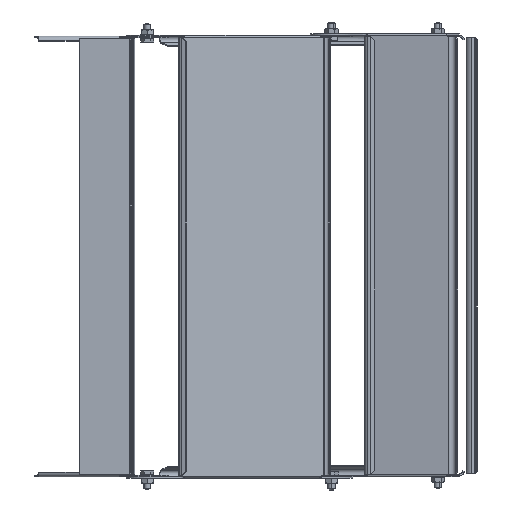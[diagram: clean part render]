
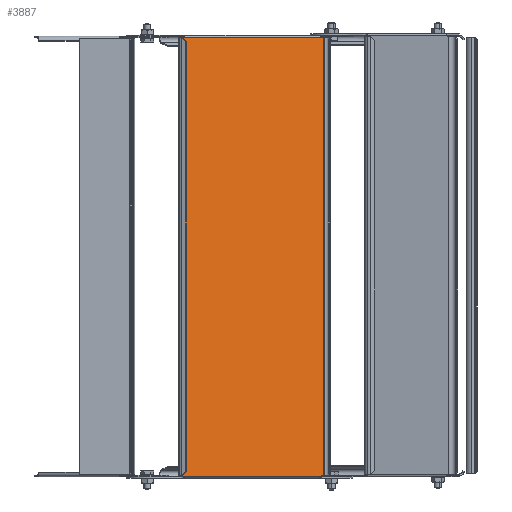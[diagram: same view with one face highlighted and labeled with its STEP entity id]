
A CAD part, front view. The second image highlights one B-rep face of the part: STEP entity #3887.
In plain terms, the highlighted face is planar.
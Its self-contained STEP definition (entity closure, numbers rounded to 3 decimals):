
#1481=DIRECTION('',(-1.,0.,0.));
#1482=VECTOR('',#1481,181.);
#1483=CARTESIAN_POINT('',(90.5,0.,-247.75));
#1484=LINE('',#1483,#1482);
#1535=CARTESIAN_POINT('',(-91.75,0.,-250.75));
#1536=DIRECTION('',(0.,1.,0.));
#1537=DIRECTION('',(0.,0.,1.));
#1538=AXIS2_PLACEMENT_3D('',#1535,#1536,#1537);
#1540=DIRECTION('',(1.,0.,0.));
#1541=VECTOR('',#1540,1.5);
#1542=CARTESIAN_POINT('',(-93.25,0.,-247.5));
#1543=LINE('',#1542,#1541);
#1544=DIRECTION('',(-1.,0.,0.));
#1545=VECTOR('',#1544,1.5);
#1546=CARTESIAN_POINT('',(-91.75,0.,247.5));
#1547=LINE('',#1546,#1545);
#1548=CARTESIAN_POINT('',(-91.75,0.,250.75));
#1549=DIRECTION('',(0.,1.,0.));
#1550=DIRECTION('',(0.385,0.,-0.923));
#1551=AXIS2_PLACEMENT_3D('',#1548,#1549,#1550);
#1553=CARTESIAN_POINT('',(91.75,0.,250.75));
#1554=DIRECTION('',(0.,1.,0.));
#1555=DIRECTION('',(0.,0.,-1.));
#1556=AXIS2_PLACEMENT_3D('',#1553,#1554,#1555);
#1558=DIRECTION('',(-1.,0.,0.));
#1559=VECTOR('',#1558,1.5);
#1560=CARTESIAN_POINT('',(93.25,0.,247.5));
#1561=LINE('',#1560,#1559);
#1562=DIRECTION('',(1.,0.,0.));
#1563=VECTOR('',#1562,1.5);
#1564=CARTESIAN_POINT('',(91.75,0.,-247.5));
#1565=LINE('',#1564,#1563);
#1566=CARTESIAN_POINT('',(91.75,0.,-250.75));
#1567=DIRECTION('',(0.,1.,0.));
#1568=DIRECTION('',(-0.385,0.,0.923));
#1569=AXIS2_PLACEMENT_3D('',#1566,#1567,#1568);
#2958=DIRECTION('',(1.,0.,0.));
#2959=VECTOR('',#2958,181.);
#2960=CARTESIAN_POINT('',(-90.5,0.,247.75));
#2961=LINE('',#2960,#2959);
#3093=DIRECTION('',(0.,0.,-1.));
#3094=VECTOR('',#3093,495.);
#3095=CARTESIAN_POINT('',(93.25,0.,247.5));
#3096=LINE('',#3095,#3094);
#3217=DIRECTION('',(0.,0.,1.));
#3218=VECTOR('',#3217,495.);
#3219=CARTESIAN_POINT('',(-93.25,0.,-247.5));
#3220=LINE('',#3219,#3218);
#3442=CARTESIAN_POINT('',(-93.25,0.,247.5));
#3444=VERTEX_POINT('',#3442);
#3447=CARTESIAN_POINT('',(-93.25,0.,-247.5));
#3448=VERTEX_POINT('',#3447);
#3449=CARTESIAN_POINT('',(90.5,0.,-247.75));
#3450=CARTESIAN_POINT('',(-90.5,0.,-247.75));
#3451=VERTEX_POINT('',#3449);
#3452=VERTEX_POINT('',#3450);
#3453=CARTESIAN_POINT('',(91.75,0.,-247.5));
#3454=VERTEX_POINT('',#3453);
#3455=CARTESIAN_POINT('',(93.25,0.,-247.5));
#3456=VERTEX_POINT('',#3455);
#3457=CARTESIAN_POINT('',(93.25,0.,247.5));
#3458=VERTEX_POINT('',#3457);
#3459=CARTESIAN_POINT('',(91.75,0.,247.5));
#3460=VERTEX_POINT('',#3459);
#3461=CARTESIAN_POINT('',(90.5,0.,247.75));
#3462=VERTEX_POINT('',#3461);
#3463=CARTESIAN_POINT('',(-90.5,0.,247.75));
#3464=VERTEX_POINT('',#3463);
#3465=CARTESIAN_POINT('',(-91.75,0.,247.5));
#3466=VERTEX_POINT('',#3465);
#3467=CARTESIAN_POINT('',(-91.75,0.,-247.5));
#3468=VERTEX_POINT('',#3467);
#3858=CARTESIAN_POINT('',(-144.,0.,250.));
#3859=DIRECTION('',(0.,-1.,0.));
#3860=DIRECTION('',(0.,0.,-1.));
#3861=AXIS2_PLACEMENT_3D('',#3858,#3859,#3860);
#3862=PLANE('',#3861);
#3863=ORIENTED_EDGE('',*,*,#3848,.T.);
#3865=ORIENTED_EDGE('',*,*,#3864,.F.);
#3867=ORIENTED_EDGE('',*,*,#3866,.F.);
#3869=ORIENTED_EDGE('',*,*,#3868,.T.);
#3871=ORIENTED_EDGE('',*,*,#3870,.F.);
#3873=ORIENTED_EDGE('',*,*,#3872,.F.);
#3875=ORIENTED_EDGE('',*,*,#3874,.T.);
#3877=ORIENTED_EDGE('',*,*,#3876,.F.);
#3879=ORIENTED_EDGE('',*,*,#3878,.F.);
#3881=ORIENTED_EDGE('',*,*,#3880,.T.);
#3883=ORIENTED_EDGE('',*,*,#3882,.F.);
#3884=ORIENTED_EDGE('',*,*,#3749,.F.);
#3885=EDGE_LOOP('',(#3863,#3865,#3867,#3869,#3871,#3873,#3875,#3877,#3879,#3881,
#3883,#3884));
#3886=FACE_OUTER_BOUND('',#3885,.F.);
#3887=ADVANCED_FACE('',(#3886),#3862,.T.);
#1539=CIRCLE('',#1538,3.25);
#1552=CIRCLE('',#1551,3.25);
#1557=CIRCLE('',#1556,3.25);
#1570=CIRCLE('',#1569,3.25);
#3749=EDGE_CURVE('',#3451,#3454,#1570,.T.);
#3848=EDGE_CURVE('',#3451,#3452,#1484,.T.);
#3864=EDGE_CURVE('',#3468,#3452,#1539,.T.);
#3866=EDGE_CURVE('',#3448,#3468,#1543,.T.);
#3868=EDGE_CURVE('',#3448,#3444,#3220,.T.);
#3870=EDGE_CURVE('',#3466,#3444,#1547,.T.);
#3872=EDGE_CURVE('',#3464,#3466,#1552,.T.);
#3874=EDGE_CURVE('',#3464,#3462,#2961,.T.);
#3876=EDGE_CURVE('',#3460,#3462,#1557,.T.);
#3878=EDGE_CURVE('',#3458,#3460,#1561,.T.);
#3880=EDGE_CURVE('',#3458,#3456,#3096,.T.);
#3882=EDGE_CURVE('',#3454,#3456,#1565,.T.);
